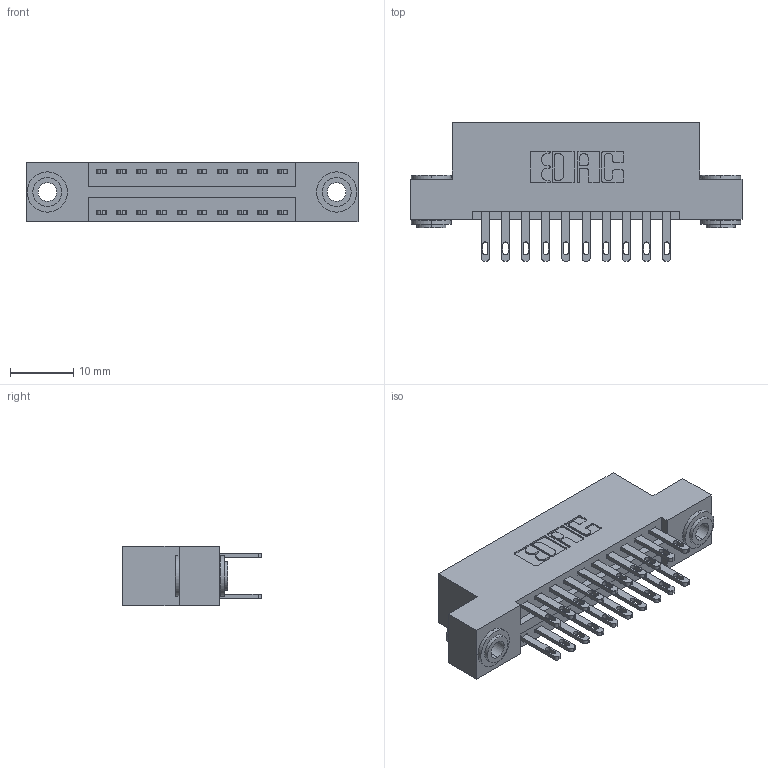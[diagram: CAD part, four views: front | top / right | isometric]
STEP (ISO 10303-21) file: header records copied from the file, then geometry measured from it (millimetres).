
FILE_DESCRIPTION (( 'STEP AP203' ), '1' );
FILE_NAME ('346-020-500-203.STEP', '2022-05-18T18:29:50', ( '' ), ( '' ), 'SwSTEP 2.0', 'SolidWorks 2020', '' );
FILE_SCHEMA (( 'CONFIG_CONTROL_DESIGN' ));
Length unit declared in the file: inch
Products named in the file (4): 345-292-001_345-293-100; 345-250-002_345-250-002-102; 346-020-500-203; 346 Part_Flush Mounting Lugs - 0.156 Dia-TH
Assembly tree (23 placements, depth 2):
  346-020-500-203
    346 Part_Flush Mounting Lugs - 0.156 Dia-TH
    345-292-001_345-293-100  x20
    345-250-002_345-250-002-102  x2
Bounding box: 52.32 x 21.84 x 9.4 mm (x, y, z)
Volume: 4916.1 mm3; surface area: 6712.6 mm2
Topology: 23 solids, 23 shells, 1134 faces, 3381 edges, 2250 vertices
Faces by surface type: plane 680, cylinder 446, cone 8
Entity records: 11830 total; most frequent: CARTESIAN_POINT 1973, ORIENTED_EDGE 1898, DIRECTION 1823, EDGE_CURVE 949, VECTOR 749, LINE 749, VERTEX_POINT 630, AXIS2_PLACEMENT_3D 537
